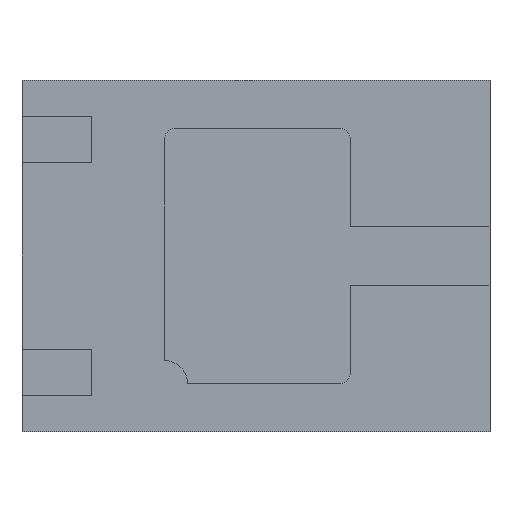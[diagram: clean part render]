
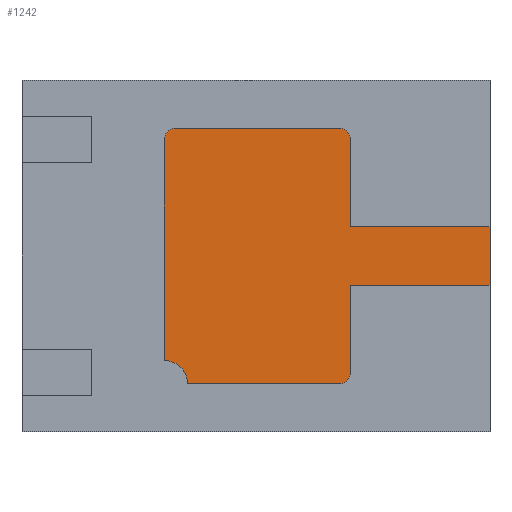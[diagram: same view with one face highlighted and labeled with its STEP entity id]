
A CAD part, front view. The second image highlights one B-rep face of the part: STEP entity #1242.
In plain terms, the highlighted planar face has unit normal (0, -1, 0).
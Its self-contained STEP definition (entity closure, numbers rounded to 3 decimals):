
#2 = AXIS2_PLACEMENT_3D ( 'NONE', #2038, #2176, #2112 ) ;
#9 = DIRECTION ( 'NONE',  ( 0., -1., 0. ) ) ;
#30 = CARTESIAN_POINT ( 'NONE',  ( 0.406, 0., 0.5 ) ) ;
#68 = LINE ( 'NONE', #1262, #1660 ) ;
#74 = EDGE_LOOP ( 'NONE', ( #2157, #195, #2250, #1522, #2192, #2094, #1029, #438, #425, #2187, #1743, #1922 ) ) ;
#169 = EDGE_CURVE ( 'NONE', #1544, #1260, #1071, .T. ) ;
#175 = CARTESIAN_POINT ( 'NONE',  ( 0.356, 0., -0.5 ) ) ;
#195 = ORIENTED_EDGE ( 'NONE', *, *, #834, .T. ) ;
#206 = VERTEX_POINT ( 'NONE', #1201 ) ;
#229 = EDGE_CURVE ( 'NONE', #1113, #1872, #1937, .T. ) ;
#237 = VERTEX_POINT ( 'NONE', #1762 ) ;
#260 = CIRCLE ( 'NONE', #625, 0.05 ) ;
#263 = CARTESIAN_POINT ( 'NONE',  ( 0.406, 0., 0.125 ) ) ;
#292 = EDGE_CURVE ( 'NONE', #1872, #1018, #1445, .T. ) ;
#312 = VECTOR ( 'NONE', #1257, 1000. ) ;
#320 = CARTESIAN_POINT ( 'NONE',  ( -0.394, 0., -0.55 ) ) ;
#369 = CARTESIAN_POINT ( 'NONE',  ( -0.344, 0., 0.5 ) ) ;
#379 = EDGE_CURVE ( 'NONE', #1018, #1216, #1617, .T. ) ;
#397 = CIRCLE ( 'NONE', #1919, 0.05 ) ;
#424 = CARTESIAN_POINT ( 'NONE',  ( 1.006, 0., 0.125 ) ) ;
#425 = ORIENTED_EDGE ( 'NONE', *, *, #1397, .F. ) ;
#426 = CARTESIAN_POINT ( 'NONE',  ( 1.006, 0., 0.125 ) ) ;
#428 = LINE ( 'NONE', #624, #2215 ) ;
#438 = ORIENTED_EDGE ( 'NONE', *, *, #699, .T. ) ;
#465 = DIRECTION ( 'NONE',  ( -1., 0., 0. ) ) ;
#501 = EDGE_CURVE ( 'NONE', #1053, #1146, #260, .T. ) ;
#515 = CARTESIAN_POINT ( 'NONE',  ( -0.394, 0., 0.5 ) ) ;
#527 = FACE_OUTER_BOUND ( 'NONE', #74, .T. ) ;
#607 = CARTESIAN_POINT ( 'NONE',  ( 1.006, 0., -0.125 ) ) ;
#624 = CARTESIAN_POINT ( 'NONE',  ( 0.406, 0., 0.55 ) ) ;
#625 = AXIS2_PLACEMENT_3D ( 'NONE', #369, #9, #1057 ) ;
#699 = EDGE_CURVE ( 'NONE', #1240, #206, #1155, .T. ) ;
#704 = VECTOR ( 'NONE', #1457, 1000. ) ;
#761 = VERTEX_POINT ( 'NONE', #1584 ) ;
#773 = LINE ( 'NONE', #1932, #1480 ) ;
#794 = CARTESIAN_POINT ( 'NONE',  ( -0.344, 0., 0.55 ) ) ;
#834 = EDGE_CURVE ( 'NONE', #761, #237, #397, .T. ) ;
#889 = PLANE ( 'NONE',  #1735 ) ;
#912 = DIRECTION ( 'NONE',  ( 0., -1., 0. ) ) ;
#928 = CARTESIAN_POINT ( 'NONE',  ( 0.406, 0., -0.125 ) ) ;
#954 = EDGE_CURVE ( 'NONE', #1216, #237, #1099, .T. ) ;
#980 = EDGE_CURVE ( 'NONE', #761, #1544, #68, .T. ) ;
#1006 = DIRECTION ( 'NONE',  ( 0., 1., 0. ) ) ;
#1012 = DIRECTION ( 'NONE',  ( 0., 0., 1. ) ) ;
#1018 = VERTEX_POINT ( 'NONE', #1517 ) ;
#1024 = CARTESIAN_POINT ( 'NONE',  ( -0.394, 0., -0.55 ) ) ;
#1029 = ORIENTED_EDGE ( 'NONE', *, *, #2184, .F. ) ;
#1030 = CARTESIAN_POINT ( 'NONE',  ( 0.406, 0., -0.125 ) ) ;
#1053 = VERTEX_POINT ( 'NONE', #794 ) ;
#1057 = DIRECTION ( 'NONE',  ( 0., 0., 1. ) ) ;
#1071 = CIRCLE ( 'NONE', #1180, 0.1 ) ;
#1099 = LINE ( 'NONE', #928, #1375 ) ;
#1113 = VERTEX_POINT ( 'NONE', #1157 ) ;
#1121 = DIRECTION ( 'NONE',  ( 1., 0., 0. ) ) ;
#1125 = LINE ( 'NONE', #263, #704 ) ;
#1141 = VECTOR ( 'NONE', #1947, 1000. ) ;
#1146 = VERTEX_POINT ( 'NONE', #515 ) ;
#1155 = CIRCLE ( 'NONE', #2, 0.05 ) ;
#1157 = CARTESIAN_POINT ( 'NONE',  ( 0.406, 0., 0.125 ) ) ;
#1180 = AXIS2_PLACEMENT_3D ( 'NONE', #1024, #1926, #1012 ) ;
#1201 = CARTESIAN_POINT ( 'NONE',  ( 0.356, 0., 0.55 ) ) ;
#1216 = VERTEX_POINT ( 'NONE', #1030 ) ;
#1240 = VERTEX_POINT ( 'NONE', #30 ) ;
#1242 = ADVANCED_FACE ( 'NONE', ( #527 ), #889, .F. ) ;
#1257 = DIRECTION ( 'NONE',  ( 1., 0., 0. ) ) ;
#1260 = VERTEX_POINT ( 'NONE', #1713 ) ;
#1262 = CARTESIAN_POINT ( 'NONE',  ( -0.294, 0., -0.55 ) ) ;
#1282 = EDGE_CURVE ( 'NONE', #1260, #1146, #773, .T. ) ;
#1372 = CARTESIAN_POINT ( 'NONE',  ( -0.294, 0., -0.55 ) ) ;
#1375 = VECTOR ( 'NONE', #1456, 1000. ) ;
#1397 = EDGE_CURVE ( 'NONE', #1053, #206, #428, .T. ) ;
#1445 = LINE ( 'NONE', #1773, #1141 ) ;
#1456 = DIRECTION ( 'NONE',  ( 0., 0., -1. ) ) ;
#1457 = DIRECTION ( 'NONE',  ( 0., 0., -1. ) ) ;
#1480 = VECTOR ( 'NONE', #1791, 1000. ) ;
#1517 = CARTESIAN_POINT ( 'NONE',  ( 1.006, 0., -0.125 ) ) ;
#1522 = ORIENTED_EDGE ( 'NONE', *, *, #379, .F. ) ;
#1544 = VERTEX_POINT ( 'NONE', #1372 ) ;
#1584 = CARTESIAN_POINT ( 'NONE',  ( 0.356, 0., -0.55 ) ) ;
#1617 = LINE ( 'NONE', #607, #1795 ) ;
#1660 = VECTOR ( 'NONE', #1953, 1000. ) ;
#1699 = DIRECTION ( 'NONE',  ( 0., 0., 1. ) ) ;
#1713 = CARTESIAN_POINT ( 'NONE',  ( -0.394, 0., -0.45 ) ) ;
#1735 = AXIS2_PLACEMENT_3D ( 'NONE', #320, #1006, #1699 ) ;
#1743 = ORIENTED_EDGE ( 'NONE', *, *, #1282, .F. ) ;
#1762 = CARTESIAN_POINT ( 'NONE',  ( 0.406, 0., -0.5 ) ) ;
#1773 = CARTESIAN_POINT ( 'NONE',  ( 1.006, 0., 0.125 ) ) ;
#1791 = DIRECTION ( 'NONE',  ( 0., 0., 1. ) ) ;
#1795 = VECTOR ( 'NONE', #465, 1000. ) ;
#1872 = VERTEX_POINT ( 'NONE', #426 ) ;
#1919 = AXIS2_PLACEMENT_3D ( 'NONE', #175, #912, #1964 ) ;
#1922 = ORIENTED_EDGE ( 'NONE', *, *, #169, .F. ) ;
#1926 = DIRECTION ( 'NONE',  ( 0., -1., 0. ) ) ;
#1932 = CARTESIAN_POINT ( 'NONE',  ( -0.394, 0., 0.55 ) ) ;
#1937 = LINE ( 'NONE', #424, #312 ) ;
#1947 = DIRECTION ( 'NONE',  ( 0., 0., -1. ) ) ;
#1953 = DIRECTION ( 'NONE',  ( -1., 0., 0. ) ) ;
#1964 = DIRECTION ( 'NONE',  ( 0., 0., 1. ) ) ;
#2038 = CARTESIAN_POINT ( 'NONE',  ( 0.356, 0., 0.5 ) ) ;
#2094 = ORIENTED_EDGE ( 'NONE', *, *, #229, .F. ) ;
#2112 = DIRECTION ( 'NONE',  ( 0., 0., 1. ) ) ;
#2157 = ORIENTED_EDGE ( 'NONE', *, *, #980, .F. ) ;
#2176 = DIRECTION ( 'NONE',  ( 0., -1., 0. ) ) ;
#2184 = EDGE_CURVE ( 'NONE', #1240, #1113, #1125, .T. ) ;
#2187 = ORIENTED_EDGE ( 'NONE', *, *, #501, .T. ) ;
#2192 = ORIENTED_EDGE ( 'NONE', *, *, #292, .F. ) ;
#2215 = VECTOR ( 'NONE', #1121, 1000. ) ;
#2250 = ORIENTED_EDGE ( 'NONE', *, *, #954, .F. ) ;
